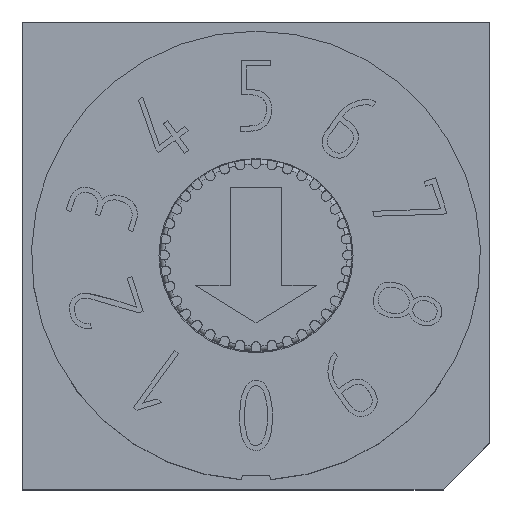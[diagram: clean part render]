
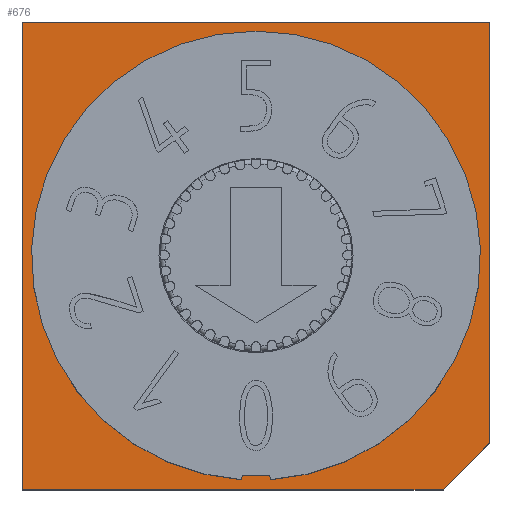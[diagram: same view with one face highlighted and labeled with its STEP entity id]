
A CAD part, top view. The second image highlights one B-rep face of the part: STEP entity #676.
In plain terms, the highlighted planar face has unit normal (0, 0, 1).
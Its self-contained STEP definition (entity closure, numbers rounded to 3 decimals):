
#676 = ADVANCED_FACE( '', ( #1552, #1553 ), #1554, .T. );
#1552 = FACE_OUTER_BOUND( '', #2649, .T. );
#1553 = FACE_BOUND( '', #2650, .T. );
#1554 = PLANE( '', #2651 );
#2649 = EDGE_LOOP( '', ( #5009, #5010, #5011, #5012, #5013 ) );
#2650 = EDGE_LOOP( '', ( #5014, #5015, #5016, #5017 ) );
#2651 = AXIS2_PLACEMENT_3D( '', #5018, #5019, #5020 );
#5009 = ORIENTED_EDGE( '', *, *, #7237, .T. );
#5010 = ORIENTED_EDGE( '', *, *, #7512, .T. );
#5011 = ORIENTED_EDGE( '', *, *, #7792, .T. );
#5012 = ORIENTED_EDGE( '', *, *, #7793, .T. );
#5013 = ORIENTED_EDGE( '', *, *, #7794, .T. );
#5014 = ORIENTED_EDGE( '', *, *, #7795, .T. );
#5015 = ORIENTED_EDGE( '', *, *, #7169, .F. );
#5016 = ORIENTED_EDGE( '', *, *, #7024, .F. );
#5017 = ORIENTED_EDGE( '', *, *, #7796, .F. );
#5018 = CARTESIAN_POINT( '', ( -5., -5., 2.8 ) );
#5019 = DIRECTION( '', ( 0., 0., 1. ) );
#5020 = DIRECTION( '', ( 1., 0., 0. ) );
#7024 = EDGE_CURVE( '', #8412, #8413, #8414, .T. );
#7169 = EDGE_CURVE( '', #8413, #8663, #8664, .T. );
#7237 = EDGE_CURVE( '', #8779, #8777, #8780, .T. );
#7512 = EDGE_CURVE( '', #8777, #9240, #9241, .F. );
#7792 = EDGE_CURVE( '', #9240, #9654, #9655, .T. );
#7793 = EDGE_CURVE( '', #9654, #9656, #9657, .T. );
#7794 = EDGE_CURVE( '', #9656, #8779, #9658, .T. );
#7795 = EDGE_CURVE( '', #9659, #8663, #9660, .T. );
#7796 = EDGE_CURVE( '', #9659, #8412, #9661, .T. );
#8412 = VERTEX_POINT( '', #10443 );
#8413 = VERTEX_POINT( '', #10444 );
#8414 = CIRCLE( '', #10445, 4.7 );
#8663 = VERTEX_POINT( '', #10882 );
#8664 = LINE( '', #10883, #10884 );
#8777 = VERTEX_POINT( '', #11062 );
#8779 = VERTEX_POINT( '', #11065 );
#8780 = LINE( '', #11066, #11067 );
#9240 = VERTEX_POINT( '', #11888 );
#9241 = LINE( '', #11889, #11890 );
#9654 = VERTEX_POINT( '', #12565 );
#9655 = LINE( '', #12566, #12567 );
#9656 = VERTEX_POINT( '', #12568 );
#9657 = LINE( '', #12569, #12570 );
#9658 = LINE( '', #12571, #12572 );
#9659 = VERTEX_POINT( '', #12573 );
#9660 = CIRCLE( '', #12574, 4.8 );
#9661 = LINE( '', #12575, #12576 );
#10443 = CARTESIAN_POINT( '', ( -0.297, -4.691, 2.8 ) );
#10444 = CARTESIAN_POINT( '', ( 0.297, -4.691, 2.8 ) );
#10445 = AXIS2_PLACEMENT_3D( '', #13652, #13653, #13654 );
#10882 = CARTESIAN_POINT( '', ( 0.303, -4.79, 2.8 ) );
#10883 = CARTESIAN_POINT( '', ( 0.303, -4.79, 2.8 ) );
#10884 = VECTOR( '', #13787, 1000. );
#11062 = CARTESIAN_POINT( '', ( 4., -5., 2.8 ) );
#11065 = CARTESIAN_POINT( '', ( -5., -5., 2.8 ) );
#11066 = CARTESIAN_POINT( '', ( -5., -5., 2.8 ) );
#11067 = VECTOR( '', #13855, 1000. );
#11888 = CARTESIAN_POINT( '', ( 5., -4., 2.8 ) );
#11889 = CARTESIAN_POINT( '', ( -0.5, -9.5, 2.8 ) );
#11890 = VECTOR( '', #14234, 1000. );
#12565 = CARTESIAN_POINT( '', ( 5., 5., 2.8 ) );
#12566 = CARTESIAN_POINT( '', ( 5., -5., 2.8 ) );
#12567 = VECTOR( '', #14589, 1000. );
#12568 = CARTESIAN_POINT( '', ( -5., 5., 2.8 ) );
#12569 = CARTESIAN_POINT( '', ( 5., 5., 2.8 ) );
#12570 = VECTOR( '', #14590, 1000. );
#12571 = CARTESIAN_POINT( '', ( -5., 5., 2.8 ) );
#12572 = VECTOR( '', #14591, 1000. );
#12573 = CARTESIAN_POINT( '', ( -0.303, -4.79, 2.8 ) );
#12574 = AXIS2_PLACEMENT_3D( '', #14592, #14593, #14594 );
#12575 = CARTESIAN_POINT( '', ( -0.297, -4.691, 2.8 ) );
#12576 = VECTOR( '', #14595, 1000. );
#13652 = CARTESIAN_POINT( '', ( 0., 0., 2.8 ) );
#13653 = DIRECTION( '', ( 0., 0., 1. ) );
#13654 = DIRECTION( '', ( 1., 0., 0. ) );
#13787 = DIRECTION( '', ( 0.063, -0.998, 0. ) );
#13855 = DIRECTION( '', ( 1., 0., 0. ) );
#14234 = DIRECTION( '', ( -0.707, -0.707, 0. ) );
#14589 = DIRECTION( '', ( 0., 1., 0. ) );
#14590 = DIRECTION( '', ( -1., 0., 0. ) );
#14591 = DIRECTION( '', ( 0., -1., 0. ) );
#14592 = CARTESIAN_POINT( '', ( 0., 0., 2.8 ) );
#14593 = DIRECTION( '', ( 0., 0., -1. ) );
#14594 = DIRECTION( '', ( 1., 0., 0. ) );
#14595 = DIRECTION( '', ( 0.063, 0.998, 0. ) );
